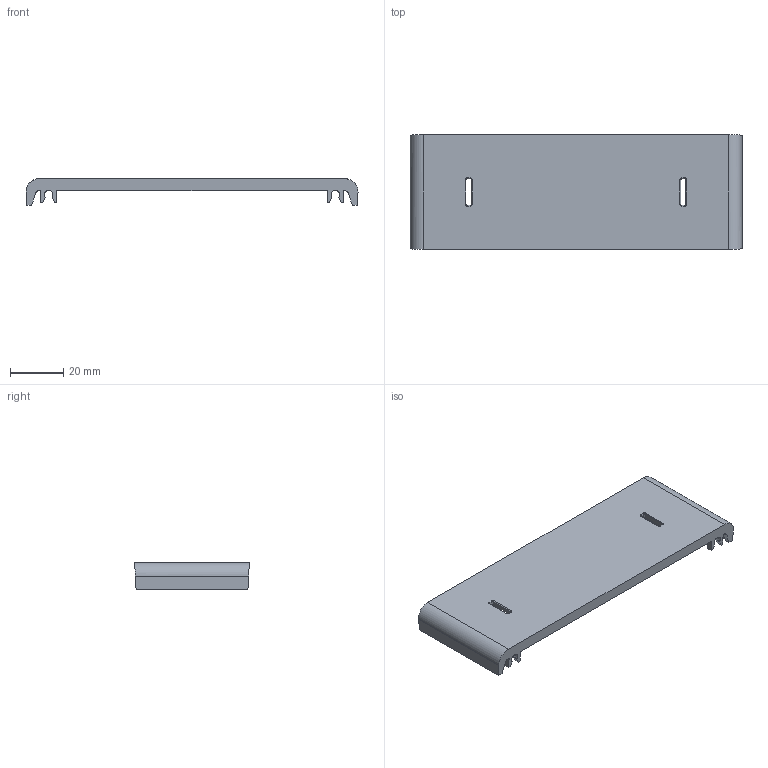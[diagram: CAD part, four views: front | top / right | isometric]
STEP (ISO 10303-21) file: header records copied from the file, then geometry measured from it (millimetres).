
FILE_DESCRIPTION (( 'STEP AP203' ), '1' );
FILE_NAME ('APDB-CM.step', '2024-06-17T20:15:18', ( '' ), ( '' ), 'SwSTEP 2.0', 'SolidWorks 2023', '' );
FILE_SCHEMA (( 'CONFIG_CONTROL_DESIGN' ));
Length unit declared in the file: inch
Products named in the file (1): APDB-CM
Bounding box: 124.5 x 43 x 10 mm (x, y, z)
Volume: 12106.1 mm3; surface area: 13901.3 mm2
Topology: 1 solids, 1 shells, 120 faces, 338 edges, 220 vertices
Faces by surface type: plane 72, cylinder 36, bspline 12
Entity records: 4029 total; most frequent: CARTESIAN_POINT 1067, ORIENTED_EDGE 676, DIRECTION 504, EDGE_CURVE 338, VECTOR 246, LINE 246, VERTEX_POINT 220, AXIS2_PLACEMENT_3D 129
